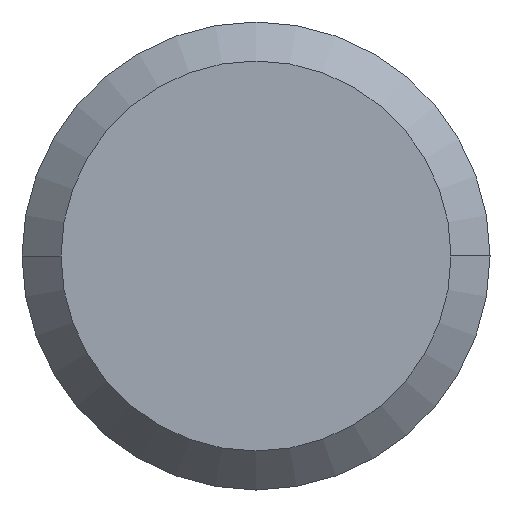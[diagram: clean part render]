
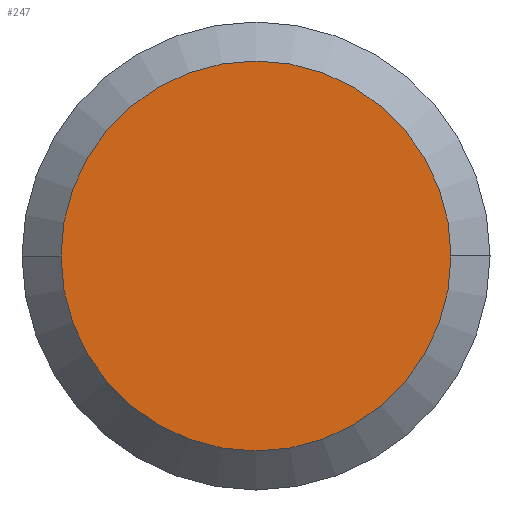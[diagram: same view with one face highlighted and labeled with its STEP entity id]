
A CAD part, left-side view. The second image highlights one B-rep face of the part: STEP entity #247.
In plain terms, the highlighted planar face has unit normal (-1, 0, 0).
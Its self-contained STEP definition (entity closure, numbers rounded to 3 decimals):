
#47 = ORIENTED_EDGE ( 'NONE', *, *, #85, .F. ) ;
#73 = CIRCLE ( 'NONE', #235, 2.5 ) ;
#81 = CARTESIAN_POINT ( 'NONE',  ( -59., 2.5, 0. ) ) ;
#83 = CARTESIAN_POINT ( 'NONE',  ( -59., -2.5, 0. ) ) ;
#85 = EDGE_CURVE ( 'NONE', #188, #268, #73, .T. ) ;
#99 = FACE_OUTER_BOUND ( 'NONE', #315, .T. ) ;
#104 = EDGE_CURVE ( 'NONE', #268, #188, #348, .T. ) ;
#105 = CARTESIAN_POINT ( 'NONE',  ( -59., 0., 0. ) ) ;
#131 = DIRECTION ( 'NONE',  ( 0., 1., 0. ) ) ;
#137 = DIRECTION ( 'NONE',  ( 0., -1., 0. ) ) ;
#171 = DIRECTION ( 'NONE',  ( 1., 0., 0. ) ) ;
#188 = VERTEX_POINT ( 'NONE', #81 ) ;
#192 = PLANE ( 'NONE',  #219 ) ;
#197 = CARTESIAN_POINT ( 'NONE',  ( -59., 0., 0. ) ) ;
#217 = CARTESIAN_POINT ( 'NONE',  ( -59., 0., 0. ) ) ;
#219 = AXIS2_PLACEMENT_3D ( 'NONE', #217, #304, #137 ) ;
#235 = AXIS2_PLACEMENT_3D ( 'NONE', #197, #171, #343 ) ;
#247 = ADVANCED_FACE ( 'NONE', ( #99 ), #192, .T. ) ;
#268 = VERTEX_POINT ( 'NONE', #83 ) ;
#300 = DIRECTION ( 'NONE',  ( 1., 0., 0. ) ) ;
#304 = DIRECTION ( 'NONE',  ( -1., 0., 0. ) ) ;
#315 = EDGE_LOOP ( 'NONE', ( #47, #352 ) ) ;
#329 = AXIS2_PLACEMENT_3D ( 'NONE', #105, #300, #131 ) ;
#343 = DIRECTION ( 'NONE',  ( 0., 1., 0. ) ) ;
#348 = CIRCLE ( 'NONE', #329, 2.5 ) ;
#352 = ORIENTED_EDGE ( 'NONE', *, *, #104, .F. ) ;
